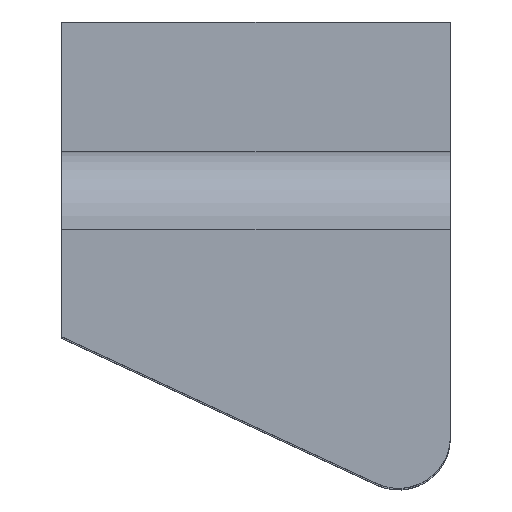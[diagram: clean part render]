
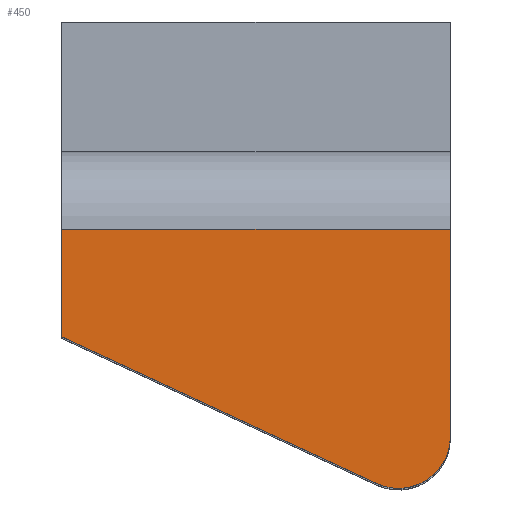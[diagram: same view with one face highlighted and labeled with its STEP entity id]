
A CAD part, top view. The second image highlights one B-rep face of the part: STEP entity #450.
In plain terms, the highlighted planar face has unit normal (0, 0, 1).
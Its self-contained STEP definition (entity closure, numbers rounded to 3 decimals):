
#2 = VECTOR ( 'NONE', #36, 1000. ) ;
#8 = ORIENTED_EDGE ( 'NONE', *, *, #736, .T. ) ;
#30 = LINE ( 'NONE', #35, #2 ) ;
#35 = CARTESIAN_POINT ( 'NONE',  ( -7.5, -21., 20. ) ) ;
#36 = DIRECTION ( 'NONE',  ( 0., -1., 0. ) ) ;
#53 = CARTESIAN_POINT ( 'NONE',  ( -7.5, -12.145, 20. ) ) ;
#71 = VECTOR ( 'NONE', #95, 1000. ) ;
#86 = EDGE_CURVE ( 'NONE', #213, #382, #30, .T. ) ;
#95 = DIRECTION ( 'NONE',  ( -1., 0., 0. ) ) ;
#110 = EDGE_CURVE ( 'NONE', #296, #299, #284, .T. ) ;
#171 = DIRECTION ( 'NONE',  ( 1., 0., 0. ) ) ;
#213 = VERTEX_POINT ( 'NONE', #260 ) ;
#223 = CIRCLE ( 'NONE', #337, 2. ) ;
#227 = DIRECTION ( 'NONE',  ( 0., 0., -1. ) ) ;
#231 = CARTESIAN_POINT ( 'NONE',  ( 5.5, -16., 20. ) ) ;
#233 = ORIENTED_EDGE ( 'NONE', *, *, #110, .F. ) ;
#240 = FACE_OUTER_BOUND ( 'NONE', #375, .T. ) ;
#250 = ORIENTED_EDGE ( 'NONE', *, *, #630, .T. ) ;
#253 = VECTOR ( 'NONE', #695, 1000. ) ;
#260 = CARTESIAN_POINT ( 'NONE',  ( -7.5, -8., 20. ) ) ;
#270 = CARTESIAN_POINT ( 'NONE',  ( 7.5, -21., 20. ) ) ;
#271 = ORIENTED_EDGE ( 'NONE', *, *, #788, .T. ) ;
#279 = CARTESIAN_POINT ( 'NONE',  ( 7.5, -21., 20. ) ) ;
#284 = LINE ( 'NONE', #270, #467 ) ;
#296 = VERTEX_POINT ( 'NONE', #389 ) ;
#299 = VERTEX_POINT ( 'NONE', #628 ) ;
#301 = CARTESIAN_POINT ( 'NONE',  ( 4.655, -17.813, 20. ) ) ;
#337 = AXIS2_PLACEMENT_3D ( 'NONE', #231, #596, #171 ) ;
#368 = LINE ( 'NONE', #547, #253 ) ;
#375 = EDGE_LOOP ( 'NONE', ( #271, #233, #250, #410, #8 ) ) ;
#382 = VERTEX_POINT ( 'NONE', #53 ) ;
#389 = CARTESIAN_POINT ( 'NONE',  ( 7.5, -8., 20. ) ) ;
#410 = ORIENTED_EDGE ( 'NONE', *, *, #86, .T. ) ;
#424 = CARTESIAN_POINT ( 'NONE',  ( 7.5, -8., 20. ) ) ;
#450 = ADVANCED_FACE ( 'NONE', ( #240 ), #603, .F. ) ;
#467 = VECTOR ( 'NONE', #615, 1000. ) ;
#547 = CARTESIAN_POINT ( 'NONE',  ( -7.5, -12.145, 20. ) ) ;
#596 = DIRECTION ( 'NONE',  ( 0., 0., 1. ) ) ;
#603 = PLANE ( 'NONE',  #721 ) ;
#615 = DIRECTION ( 'NONE',  ( 0., -1., 0. ) ) ;
#622 = LINE ( 'NONE', #424, #71 ) ;
#628 = CARTESIAN_POINT ( 'NONE',  ( 7.5, -16., 20. ) ) ;
#630 = EDGE_CURVE ( 'NONE', #296, #213, #622, .T. ) ;
#695 = DIRECTION ( 'NONE',  ( 0.906, -0.423, 0. ) ) ;
#721 = AXIS2_PLACEMENT_3D ( 'NONE', #279, #227, #768 ) ;
#736 = EDGE_CURVE ( 'NONE', #382, #776, #368, .T. ) ;
#768 = DIRECTION ( 'NONE',  ( 0., 1., 0. ) ) ;
#776 = VERTEX_POINT ( 'NONE', #301 ) ;
#788 = EDGE_CURVE ( 'NONE', #776, #299, #223, .T. ) ;
